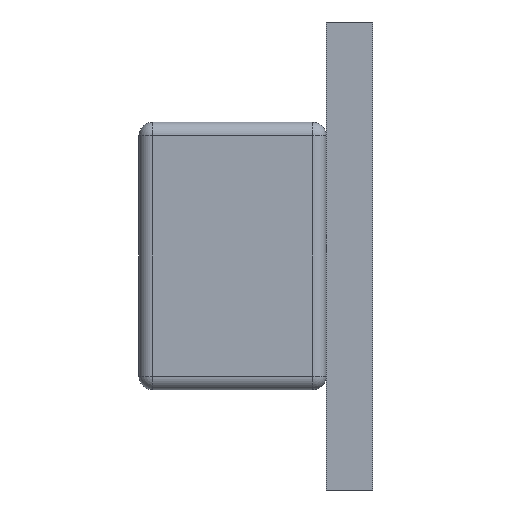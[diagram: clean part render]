
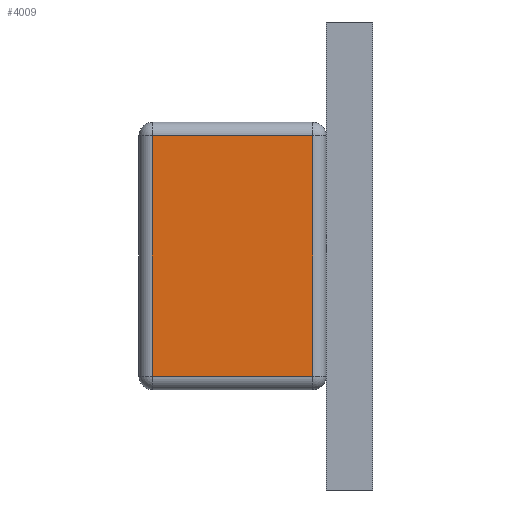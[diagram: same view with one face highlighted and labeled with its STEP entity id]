
A CAD part, left-side view. The second image highlights one B-rep face of the part: STEP entity #4009.
In plain terms, the highlighted planar face has unit normal (-1, 0, 0).
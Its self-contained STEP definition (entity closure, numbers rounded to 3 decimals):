
#59 = EDGE_CURVE ( 'NONE', #2082, #594, #6108, .T. ) ;
#112 = CARTESIAN_POINT ( 'NONE',  ( -1.25, 0.45, 0.9 ) ) ;
#163 = VERTEX_POINT ( 'NONE', #2106 ) ;
#261 = VECTOR ( 'NONE', #3162, 1000. ) ;
#311 = CARTESIAN_POINT ( 'NONE',  ( -1.25, 1.65, 0.9 ) ) ;
#393 = DIRECTION ( 'NONE',  ( 1., 0., 0. ) ) ;
#421 = DIRECTION ( 'NONE',  ( 0., 0., 1. ) ) ;
#561 = VECTOR ( 'NONE', #421, 1000. ) ;
#594 = VERTEX_POINT ( 'NONE', #112 ) ;
#920 = DIRECTION ( 'NONE',  ( 0., 0., -1. ) ) ;
#1194 = EDGE_CURVE ( 'NONE', #3415, #594, #1695, .T. ) ;
#1384 = CARTESIAN_POINT ( 'NONE',  ( -1.25, 1.65, -0.9 ) ) ;
#1457 = DIRECTION ( 'NONE',  ( 0., 0., -1. ) ) ;
#1589 = ORIENTED_EDGE ( 'NONE', *, *, #1729, .T. ) ;
#1594 = DIRECTION ( 'NONE',  ( 0., -1., 0. ) ) ;
#1663 = CARTESIAN_POINT ( 'NONE',  ( -1.25, 0.45, -0.9 ) ) ;
#1695 = LINE ( 'NONE', #3107, #261 ) ;
#1709 = LINE ( 'NONE', #4692, #5024 ) ;
#1729 = EDGE_CURVE ( 'NONE', #3415, #163, #4377, .T. ) ;
#1937 = PLANE ( 'NONE',  #5778 ) ;
#2082 = VERTEX_POINT ( 'NONE', #1663 ) ;
#2106 = CARTESIAN_POINT ( 'NONE',  ( -1.25, 1.65, -0.9 ) ) ;
#2563 = CARTESIAN_POINT ( 'NONE',  ( -1.25, 0.45, 0. ) ) ;
#2566 = ORIENTED_EDGE ( 'NONE', *, *, #1194, .F. ) ;
#3107 = CARTESIAN_POINT ( 'NONE',  ( -1.25, 5.588, 0.9 ) ) ;
#3162 = DIRECTION ( 'NONE',  ( 0., -1., 0. ) ) ;
#3407 = ORIENTED_EDGE ( 'NONE', *, *, #59, .T. ) ;
#3415 = VERTEX_POINT ( 'NONE', #311 ) ;
#3869 = EDGE_LOOP ( 'NONE', ( #6395, #3407, #2566, #1589 ) ) ;
#3989 = CARTESIAN_POINT ( 'NONE',  ( -1.25, 5.588, 0. ) ) ;
#4009 = ADVANCED_FACE ( 'NONE', ( #5366 ), #1937, .F. ) ;
#4377 = LINE ( 'NONE', #1384, #4473 ) ;
#4473 = VECTOR ( 'NONE', #1457, 1000. ) ;
#4692 = CARTESIAN_POINT ( 'NONE',  ( -1.25, 5.588, -0.9 ) ) ;
#5024 = VECTOR ( 'NONE', #1594, 1000. ) ;
#5366 = FACE_OUTER_BOUND ( 'NONE', #3869, .T. ) ;
#5639 = EDGE_CURVE ( 'NONE', #163, #2082, #1709, .T. ) ;
#5778 = AXIS2_PLACEMENT_3D ( 'NONE', #3989, #393, #920 ) ;
#6108 = LINE ( 'NONE', #2563, #561 ) ;
#6395 = ORIENTED_EDGE ( 'NONE', *, *, #5639, .T. ) ;
